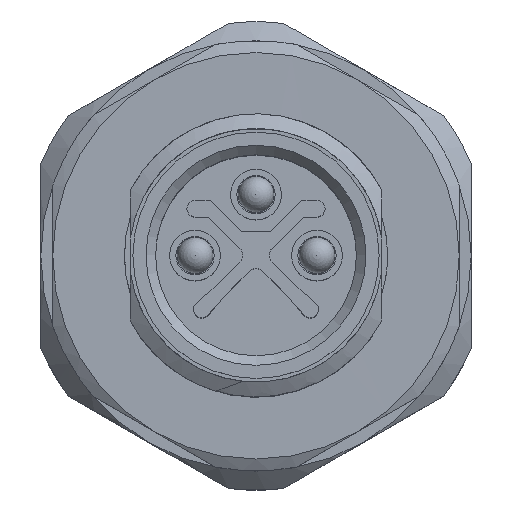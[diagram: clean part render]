
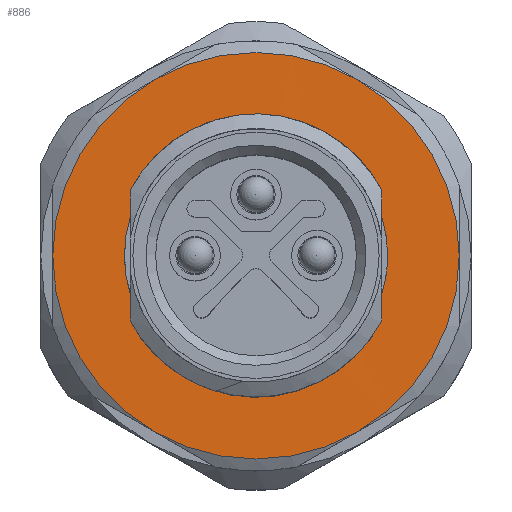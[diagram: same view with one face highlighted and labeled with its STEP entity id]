
A CAD part, top view. The second image highlights one B-rep face of the part: STEP entity #886.
In plain terms, the highlighted planar face has unit normal (0, 0, 1).
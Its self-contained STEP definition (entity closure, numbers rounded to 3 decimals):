
#440=B_SPLINE_CURVE_WITH_KNOTS('',3,(#5738,#5739,#5740,#5741),
 .UNSPECIFIED.,.F.,.F.,(4,4),(0.,1.),.UNSPECIFIED.);
#441=B_SPLINE_CURVE_WITH_KNOTS('',3,(#5743,#5744,#5745,#5746),
 .UNSPECIFIED.,.F.,.F.,(4,4),(0.,1.),.UNSPECIFIED.);
#443=B_SPLINE_CURVE_WITH_KNOTS('',3,(#5756,#5757,#5758,#5759),
 .UNSPECIFIED.,.F.,.F.,(4,4),(0.,1.),.UNSPECIFIED.);
#447=B_SPLINE_CURVE_WITH_KNOTS('',3,(#5781,#5782,#5783,#5784,#5785,#5786),
 .UNSPECIFIED.,.F.,.F.,(4,2,4),(0.,0.5,1.),.UNSPECIFIED.);
#448=B_SPLINE_CURVE_WITH_KNOTS('',3,(#5788,#5789,#5790,#5791),
 .UNSPECIFIED.,.F.,.F.,(4,4),(0.,1.),.UNSPECIFIED.);
#449=B_SPLINE_CURVE_WITH_KNOTS('',3,(#5793,#5794,#5795,#5796),
 .UNSPECIFIED.,.F.,.F.,(4,4),(0.,1.),.UNSPECIFIED.);
#450=B_SPLINE_CURVE_WITH_KNOTS('',3,(#5798,#5799,#5800,#5801),
 .UNSPECIFIED.,.F.,.F.,(4,4),(0.,1.),.UNSPECIFIED.);
#451=B_SPLINE_CURVE_WITH_KNOTS('',3,(#5803,#5804,#5805,#5806),
 .UNSPECIFIED.,.F.,.F.,(4,4),(0.,1.),.UNSPECIFIED.);
#886=ADVANCED_FACE('',(#1219,#1220),#1147,.T.);
#1147=PLANE('',#4589);
#1219=FACE_BOUND('',#1331,.T.);
#1220=FACE_BOUND('',#1332,.T.);
#1331=EDGE_LOOP('',(#1802,#1803,#1804,#1805,#1806,#1807,#1808,#1809,#1810,
#1811));
#1332=EDGE_LOOP('',(#1812,#1813,#1814,#1815,#1816,#1817));
#1654=CIRCLE('',#4581,5.5);
#1655=CIRCLE('',#4582,5.5);
#1656=CIRCLE('',#4583,8.5);
#1657=CIRCLE('',#4584,8.5);
#1658=CIRCLE('',#4585,8.5);
#1659=CIRCLE('',#4586,8.5);
#1660=CIRCLE('',#4587,8.5);
#1661=CIRCLE('',#4588,8.5);
#1802=ORIENTED_EDGE('',*,*,#3663,.F.);
#1803=ORIENTED_EDGE('',*,*,#3658,.F.);
#1804=ORIENTED_EDGE('',*,*,#3664,.T.);
#1805=ORIENTED_EDGE('',*,*,#3665,.T.);
#1806=ORIENTED_EDGE('',*,*,#3666,.T.);
#1807=ORIENTED_EDGE('',*,*,#3654,.F.);
#1808=ORIENTED_EDGE('',*,*,#3667,.F.);
#1809=ORIENTED_EDGE('',*,*,#3655,.F.);
#1810=ORIENTED_EDGE('',*,*,#3668,.T.);
#1811=ORIENTED_EDGE('',*,*,#3669,.F.);
#1812=ORIENTED_EDGE('',*,*,#3670,.F.);
#1813=ORIENTED_EDGE('',*,*,#3671,.F.);
#1814=ORIENTED_EDGE('',*,*,#3672,.F.);
#1815=ORIENTED_EDGE('',*,*,#3673,.F.);
#1816=ORIENTED_EDGE('',*,*,#3674,.F.);
#1817=ORIENTED_EDGE('',*,*,#3675,.F.);
#3169=VERTEX_POINT('',#5734);
#3171=VERTEX_POINT('',#5737);
#3172=VERTEX_POINT('',#5747);
#3173=VERTEX_POINT('',#5748);
#3175=VERTEX_POINT('',#5760);
#3176=VERTEX_POINT('',#5761);
#3180=VERTEX_POINT('',#5780);
#3181=VERTEX_POINT('',#5787);
#3182=VERTEX_POINT('',#5792);
#3183=VERTEX_POINT('',#5802);
#3184=VERTEX_POINT('',#5808);
#3185=VERTEX_POINT('',#5809);
#3186=VERTEX_POINT('',#5811);
#3187=VERTEX_POINT('',#5813);
#3188=VERTEX_POINT('',#5815);
#3189=VERTEX_POINT('',#5817);
#3654=EDGE_CURVE('',#3171,#3169,#440,.T.);
#3655=EDGE_CURVE('',#3172,#3173,#441,.T.);
#3658=EDGE_CURVE('',#3175,#3176,#443,.T.);
#3663=EDGE_CURVE('',#3176,#3180,#1654,.T.);
#3664=EDGE_CURVE('',#3175,#3181,#447,.T.);
#3665=EDGE_CURVE('',#3181,#3182,#448,.T.);
#3666=EDGE_CURVE('',#3182,#3169,#449,.T.);
#3667=EDGE_CURVE('',#3173,#3171,#1655,.T.);
#3668=EDGE_CURVE('',#3172,#3183,#450,.T.);
#3669=EDGE_CURVE('',#3180,#3183,#451,.T.);
#3670=EDGE_CURVE('',#3184,#3185,#1656,.T.);
#3671=EDGE_CURVE('',#3186,#3184,#1657,.T.);
#3672=EDGE_CURVE('',#3187,#3186,#1658,.T.);
#3673=EDGE_CURVE('',#3188,#3187,#1659,.T.);
#3674=EDGE_CURVE('',#3189,#3188,#1660,.T.);
#3675=EDGE_CURVE('',#3185,#3189,#1661,.T.);
#4581=AXIS2_PLACEMENT_3D('',#5779,#4944,#4945);
#4582=AXIS2_PLACEMENT_3D('',#5797,#4946,#4947);
#4583=AXIS2_PLACEMENT_3D('',#5807,#4948,#4949);
#4584=AXIS2_PLACEMENT_3D('',#5810,#4950,#4951);
#4585=AXIS2_PLACEMENT_3D('',#5812,#4952,#4953);
#4586=AXIS2_PLACEMENT_3D('',#5814,#4954,#4955);
#4587=AXIS2_PLACEMENT_3D('',#5816,#4956,#4957);
#4588=AXIS2_PLACEMENT_3D('',#5818,#4958,#4959);
#4589=AXIS2_PLACEMENT_3D('',#5819,#4960,#4961);
#4944=DIRECTION('',(0.,0.,1.));
#4945=DIRECTION('',(1.,0.,0.));
#4946=DIRECTION('',(0.,0.,1.));
#4947=DIRECTION('',(1.,0.,0.));
#4948=DIRECTION('',(0.,0.,-1.));
#4949=DIRECTION('',(-0.5,0.866,0.));
#4950=DIRECTION('',(0.,0.,-1.));
#4951=DIRECTION('',(-1.,0.,0.));
#4952=DIRECTION('',(0.,0.,-1.));
#4953=DIRECTION('',(-0.5,-0.866,0.));
#4954=DIRECTION('',(0.,0.,-1.));
#4955=DIRECTION('',(0.5,-0.866,0.));
#4956=DIRECTION('',(0.,0.,-1.));
#4957=DIRECTION('',(1.,0.,0.));
#4958=DIRECTION('',(0.,0.,-1.));
#4959=DIRECTION('',(0.5,0.866,0.));
#4960=DIRECTION('',(0.,0.,1.));
#4961=DIRECTION('',(1.,0.,0.));
#5734=CARTESIAN_POINT('',(5.25,2.639,-0.5));
#5737=CARTESIAN_POINT('',(5.25,1.639,-0.5));
#5738=CARTESIAN_POINT('',(5.25,1.639,-0.5));
#5739=CARTESIAN_POINT('',(5.25,1.973,-0.5));
#5740=CARTESIAN_POINT('',(5.25,2.306,-0.5));
#5741=CARTESIAN_POINT('',(5.25,2.639,-0.5));
#5743=CARTESIAN_POINT('',(5.25,-2.071,-0.5));
#5744=CARTESIAN_POINT('',(5.25,-1.927,-0.5));
#5745=CARTESIAN_POINT('',(5.25,-1.783,-0.5));
#5746=CARTESIAN_POINT('',(5.25,-1.639,-0.5));
#5747=CARTESIAN_POINT('',(5.25,-2.071,-0.5));
#5748=CARTESIAN_POINT('',(5.25,-1.639,-0.5));
#5756=CARTESIAN_POINT('',(-5.25,1.746,-0.5));
#5757=CARTESIAN_POINT('',(-5.25,1.711,-0.5));
#5758=CARTESIAN_POINT('',(-5.25,1.675,-0.5));
#5759=CARTESIAN_POINT('',(-5.25,1.639,-0.5));
#5760=CARTESIAN_POINT('',(-5.25,1.746,-0.5));
#5761=CARTESIAN_POINT('',(-5.25,1.639,-0.5));
#5779=CARTESIAN_POINT('',(0.,0.,-0.5));
#5780=CARTESIAN_POINT('',(3.408,-4.314,-0.499));
#5781=CARTESIAN_POINT('',(-5.25,1.746,-0.5));
#5782=CARTESIAN_POINT('',(-4.89,3.046,-0.5));
#5783=CARTESIAN_POINT('',(-4.056,4.183,-0.5));
#5784=CARTESIAN_POINT('',(-1.77,5.686,-0.5));
#5785=CARTESIAN_POINT('',(-0.364,6.013,-0.5));
#5786=CARTESIAN_POINT('',(1.019,5.837,-0.5));
#5787=CARTESIAN_POINT('',(1.019,5.836,-0.498));
#5788=CARTESIAN_POINT('',(1.019,5.837,-0.5));
#5789=CARTESIAN_POINT('',(2.496,5.577,-0.5));
#5790=CARTESIAN_POINT('',(3.833,4.765,-0.5));
#5791=CARTESIAN_POINT('',(4.738,3.557,-0.5));
#5792=CARTESIAN_POINT('',(4.738,3.557,-0.5));
#5793=CARTESIAN_POINT('',(4.738,3.557,-0.5));
#5794=CARTESIAN_POINT('',(4.937,3.264,-0.5));
#5795=CARTESIAN_POINT('',(5.108,2.958,-0.5));
#5796=CARTESIAN_POINT('',(5.25,2.639,-0.5));
#5797=CARTESIAN_POINT('',(0.,0.,-0.5));
#5798=CARTESIAN_POINT('',(5.25,-2.071,-0.5));
#5799=CARTESIAN_POINT('',(4.846,-2.965,-0.5));
#5800=CARTESIAN_POINT('',(4.262,-3.692,-0.5));
#5801=CARTESIAN_POINT('',(3.497,-4.253,-0.5));
#5802=CARTESIAN_POINT('',(3.495,-4.251,-0.499));
#5803=CARTESIAN_POINT('',(3.409,-4.316,-0.5));
#5804=CARTESIAN_POINT('',(3.437,-4.294,-0.5));
#5805=CARTESIAN_POINT('',(3.465,-4.271,-0.5));
#5806=CARTESIAN_POINT('',(3.493,-4.248,-0.5));
#5807=CARTESIAN_POINT('',(0.,0.,-0.5));
#5808=CARTESIAN_POINT('',(-4.25,7.361,-0.5));
#5809=CARTESIAN_POINT('',(4.25,7.361,-0.5));
#5810=CARTESIAN_POINT('',(0.,0.,-0.5));
#5811=CARTESIAN_POINT('',(-8.5,0.,-0.5));
#5812=CARTESIAN_POINT('',(0.,0.,-0.5));
#5813=CARTESIAN_POINT('',(-4.25,-7.361,-0.5));
#5814=CARTESIAN_POINT('',(0.,0.,-0.5));
#5815=CARTESIAN_POINT('',(4.25,-7.361,-0.5));
#5816=CARTESIAN_POINT('',(0.,0.,-0.5));
#5817=CARTESIAN_POINT('',(8.5,0.,-0.5));
#5818=CARTESIAN_POINT('',(0.,0.,-0.5));
#5819=CARTESIAN_POINT('',(7.75,0.,-0.5));
